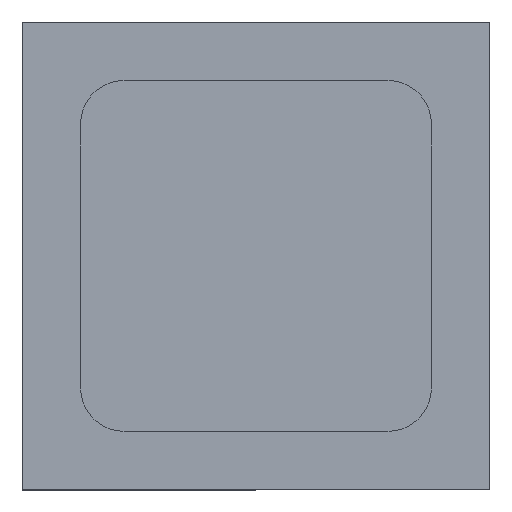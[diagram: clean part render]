
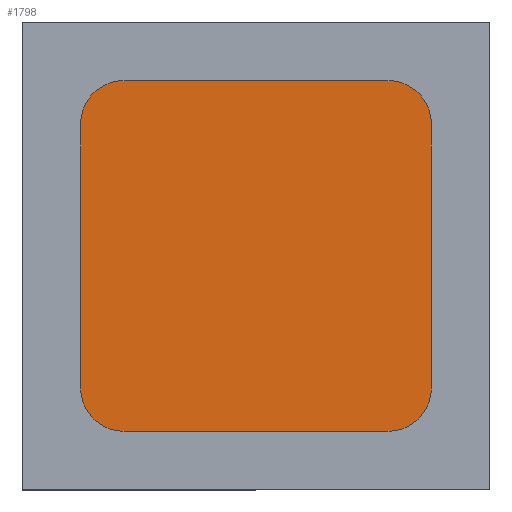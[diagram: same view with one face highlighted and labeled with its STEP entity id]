
A CAD part, top view. The second image highlights one B-rep face of the part: STEP entity #1798.
In plain terms, the highlighted planar face has unit normal (0, 0, 1).
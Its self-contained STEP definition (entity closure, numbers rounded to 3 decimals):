
#272 = DIRECTION ( 'NONE',  ( 0., 0., 1. ) ) ;
#636 = DIRECTION ( 'NONE',  ( 0., 0., 1. ) ) ;
#658 = ORIENTED_EDGE ( 'NONE', *, *, #2570, .T. ) ;
#923 = EDGE_CURVE ( 'NONE', #3988, #7910, #3995, .T. ) ;
#1069 = LINE ( 'NONE', #4640, #2735 ) ;
#1187 = DIRECTION ( 'NONE',  ( 0., 0., 1. ) ) ;
#1301 = EDGE_CURVE ( 'NONE', #7910, #7600, #1812, .T. ) ;
#1500 = CARTESIAN_POINT ( 'NONE',  ( -1.05, 0.79, 0.6 ) ) ;
#1587 = VERTEX_POINT ( 'NONE', #6450 ) ;
#1798 = ADVANCED_FACE ( 'NONE', ( #8003 ), #4940, .T. ) ;
#1812 = LINE ( 'NONE', #5515, #4778 ) ;
#1814 = CARTESIAN_POINT ( 'NONE',  ( 1.05, -0.79, 0.6 ) ) ;
#2076 = EDGE_CURVE ( 'NONE', #3837, #5865, #1069, .T. ) ;
#2079 = VERTEX_POINT ( 'NONE', #1500 ) ;
#2225 = AXIS2_PLACEMENT_3D ( 'NONE', #8033, #1187, #5576 ) ;
#2355 = ORIENTED_EDGE ( 'NONE', *, *, #1301, .T. ) ;
#2454 = ORIENTED_EDGE ( 'NONE', *, *, #923, .T. ) ;
#2570 = EDGE_CURVE ( 'NONE', #5865, #2778, #6012, .T. ) ;
#2735 = VECTOR ( 'NONE', #3348, 1000. ) ;
#2778 = VERTEX_POINT ( 'NONE', #6232 ) ;
#2795 = DIRECTION ( 'NONE',  ( 0., 0., 1. ) ) ;
#3099 = CARTESIAN_POINT ( 'NONE',  ( -0.79, -0.79, 0.6 ) ) ;
#3195 = ORIENTED_EDGE ( 'NONE', *, *, #2076, .T. ) ;
#3348 = DIRECTION ( 'NONE',  ( 0., 1., 0. ) ) ;
#3425 = CARTESIAN_POINT ( 'NONE',  ( -0.79, 1.05, 0.6 ) ) ;
#3636 = DIRECTION ( 'NONE',  ( 1., 0., 0. ) ) ;
#3744 = DIRECTION ( 'NONE',  ( 1., 0., 0. ) ) ;
#3837 = VERTEX_POINT ( 'NONE', #1814 ) ;
#3988 = VERTEX_POINT ( 'NONE', #7269 ) ;
#3995 = CIRCLE ( 'NONE', #7883, 0.26 ) ;
#4019 = CARTESIAN_POINT ( 'NONE',  ( 0.79, -0.79, 0.6 ) ) ;
#4072 = CARTESIAN_POINT ( 'NONE',  ( 1.05, 0.79, 0.6 ) ) ;
#4196 = EDGE_CURVE ( 'NONE', #1587, #2079, #7110, .T. ) ;
#4365 = LINE ( 'NONE', #3425, #6031 ) ;
#4394 = CARTESIAN_POINT ( 'NONE',  ( -0.79, 0.79, 0.6 ) ) ;
#4586 = AXIS2_PLACEMENT_3D ( 'NONE', #4394, #636, #5025 ) ;
#4594 = CARTESIAN_POINT ( 'NONE',  ( 0.79, -1.05, 0.6 ) ) ;
#4616 = ORIENTED_EDGE ( 'NONE', *, *, #7019, .T. ) ;
#4640 = CARTESIAN_POINT ( 'NONE',  ( 1.05, 0.79, 0.6 ) ) ;
#4656 = DIRECTION ( 'NONE',  ( 1., 0., 0. ) ) ;
#4716 = CARTESIAN_POINT ( 'NONE',  ( -1.05, 0.79, 0.6 ) ) ;
#4778 = VECTOR ( 'NONE', #3636, 1000. ) ;
#4940 = PLANE ( 'NONE',  #2225 ) ;
#4975 = EDGE_CURVE ( 'NONE', #2079, #3988, #5172, .T. ) ;
#5020 = EDGE_LOOP ( 'NONE', ( #7356, #2454, #2355, #8045, #3195, #658, #4616, #6082 ) ) ;
#5025 = DIRECTION ( 'NONE',  ( -1., 0., 0. ) ) ;
#5172 = LINE ( 'NONE', #4716, #6619 ) ;
#5340 = DIRECTION ( 'NONE',  ( -1., 0., 0. ) ) ;
#5515 = CARTESIAN_POINT ( 'NONE',  ( -0.79, -1.05, 0.6 ) ) ;
#5576 = DIRECTION ( 'NONE',  ( 1., 0., 0. ) ) ;
#5732 = AXIS2_PLACEMENT_3D ( 'NONE', #6551, #2795, #7167 ) ;
#5784 = EDGE_CURVE ( 'NONE', #7600, #3837, #7762, .T. ) ;
#5865 = VERTEX_POINT ( 'NONE', #4072 ) ;
#6012 = CIRCLE ( 'NONE', #5732, 0.26 ) ;
#6031 = VECTOR ( 'NONE', #5340, 1000. ) ;
#6082 = ORIENTED_EDGE ( 'NONE', *, *, #4196, .T. ) ;
#6232 = CARTESIAN_POINT ( 'NONE',  ( 0.79, 1.05, 0.6 ) ) ;
#6450 = CARTESIAN_POINT ( 'NONE',  ( -0.79, 1.05, 0.6 ) ) ;
#6551 = CARTESIAN_POINT ( 'NONE',  ( 0.79, 0.79, 0.6 ) ) ;
#6619 = VECTOR ( 'NONE', #7209, 1000. ) ;
#6723 = AXIS2_PLACEMENT_3D ( 'NONE', #4019, #272, #4656 ) ;
#7005 = CARTESIAN_POINT ( 'NONE',  ( -0.79, -1.05, 0.6 ) ) ;
#7019 = EDGE_CURVE ( 'NONE', #2778, #1587, #4365, .T. ) ;
#7110 = CIRCLE ( 'NONE', #4586, 0.26 ) ;
#7167 = DIRECTION ( 'NONE',  ( 1., 0., 0. ) ) ;
#7209 = DIRECTION ( 'NONE',  ( 0., -1., 0. ) ) ;
#7269 = CARTESIAN_POINT ( 'NONE',  ( -1.05, -0.79, 0.6 ) ) ;
#7356 = ORIENTED_EDGE ( 'NONE', *, *, #4975, .T. ) ;
#7482 = DIRECTION ( 'NONE',  ( 0., 0., 1. ) ) ;
#7600 = VERTEX_POINT ( 'NONE', #4594 ) ;
#7762 = CIRCLE ( 'NONE', #6723, 0.26 ) ;
#7883 = AXIS2_PLACEMENT_3D ( 'NONE', #3099, #7482, #3744 ) ;
#7910 = VERTEX_POINT ( 'NONE', #7005 ) ;
#8003 = FACE_OUTER_BOUND ( 'NONE', #5020, .T. ) ;
#8033 = CARTESIAN_POINT ( 'NONE',  ( 0., 0., 0.6 ) ) ;
#8045 = ORIENTED_EDGE ( 'NONE', *, *, #5784, .T. ) ;
